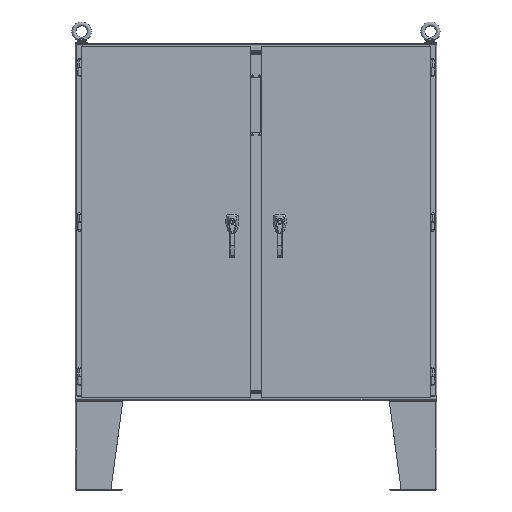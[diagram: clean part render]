
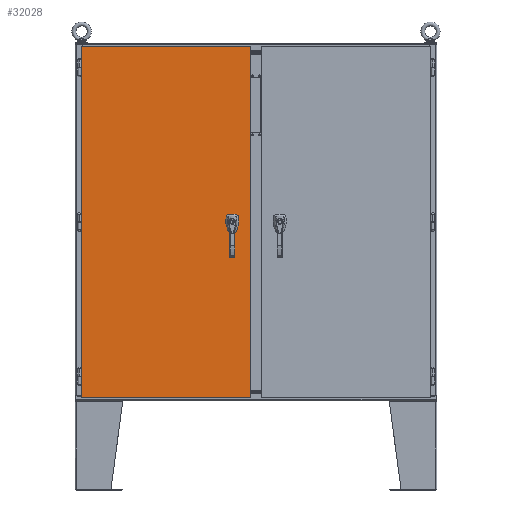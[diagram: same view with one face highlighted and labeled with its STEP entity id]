
A CAD part, top view. The second image highlights one B-rep face of the part: STEP entity #32028.
In plain terms, the highlighted face is planar.
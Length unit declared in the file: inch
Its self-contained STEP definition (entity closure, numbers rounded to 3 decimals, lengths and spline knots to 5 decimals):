
#2040 = DIRECTION ( 'NONE',  ( 0., 0., -1. ) ) ;
#2443 = EDGE_CURVE ( 'NONE', #43440, #46963, #20167, .T. ) ;
#7959 = ORIENTED_EDGE ( 'NONE', *, *, #87777, .T. ) ;
#9461 = PLANE ( 'NONE',  #91277 ) ;
#11736 = VECTOR ( 'NONE', #122278, 39.37008 ) ;
#13108 = VECTOR ( 'NONE', #2040, 39.37008 ) ;
#18711 = ORIENTED_EDGE ( 'NONE', *, *, #2443, .F. ) ;
#20167 = LINE ( 'NONE', #69196, #13108 ) ;
#32028 = ADVANCED_FACE ( 'NONE', ( #37357 ), #9461, .T. ) ;
#34921 = CARTESIAN_POINT ( 'NONE',  ( 0.87508, -1.24331, 0.5 ) ) ;
#37357 = FACE_OUTER_BOUND ( 'NONE', #57718, .T. ) ;
#41093 = VERTEX_POINT ( 'NONE', #141731 ) ;
#43440 = VERTEX_POINT ( 'NONE', #129434 ) ;
#43769 = CARTESIAN_POINT ( 'NONE',  ( 0.87508, -1.24331, 0.5 ) ) ;
#45743 = ORIENTED_EDGE ( 'NONE', *, *, #68016, .F. ) ;
#46963 = VERTEX_POINT ( 'NONE', #100280 ) ;
#46965 = DIRECTION ( 'NONE',  ( 1., 0., 0. ) ) ;
#48647 = VECTOR ( 'NONE', #135169, 39.37008 ) ;
#54991 = DIRECTION ( 'NONE',  ( 1., 0., 0. ) ) ;
#57718 = EDGE_LOOP ( 'NONE', ( #134167, #7959, #18711, #45743 ) ) ;
#66305 = DIRECTION ( 'NONE',  ( 0., -1., 0. ) ) ;
#68016 = EDGE_CURVE ( 'NONE', #41093, #43440, #125760, .T. ) ;
#69196 = CARTESIAN_POINT ( 'NONE',  ( 29.37497, -1.24331, 59.62507 ) ) ;
#71405 = LINE ( 'NONE', #43769, #11736 ) ;
#77636 = CARTESIAN_POINT ( 'NONE',  ( 0., -1.24331, 0. ) ) ;
#78054 = VERTEX_POINT ( 'NONE', #34921 ) ;
#84623 = EDGE_CURVE ( 'NONE', #41093, #78054, #96149, .T. ) ;
#87777 = EDGE_CURVE ( 'NONE', #78054, #46963, #71405, .T. ) ;
#90236 = CARTESIAN_POINT ( 'NONE',  ( 0.87508, -1.24331, 59.62507 ) ) ;
#91277 = AXIS2_PLACEMENT_3D ( 'NONE', #77636, #66305, #54991 ) ;
#96015 = VECTOR ( 'NONE', #46965, 39.37008 ) ;
#96149 = LINE ( 'NONE', #103297, #48647 ) ;
#100280 = CARTESIAN_POINT ( 'NONE',  ( 29.37497, -1.24331, 0.5 ) ) ;
#103297 = CARTESIAN_POINT ( 'NONE',  ( 0.87508, -1.24331, 59.62507 ) ) ;
#122278 = DIRECTION ( 'NONE',  ( 1., 0., 0. ) ) ;
#125760 = LINE ( 'NONE', #90236, #96015 ) ;
#129434 = CARTESIAN_POINT ( 'NONE',  ( 29.37497, -1.24331, 59.62507 ) ) ;
#134167 = ORIENTED_EDGE ( 'NONE', *, *, #84623, .T. ) ;
#135169 = DIRECTION ( 'NONE',  ( 0., 0., -1. ) ) ;
#141731 = CARTESIAN_POINT ( 'NONE',  ( 0.87508, -1.24331, 59.62507 ) ) ;
